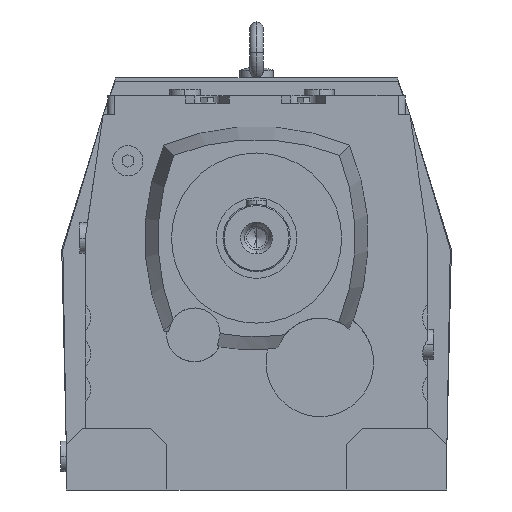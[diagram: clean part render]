
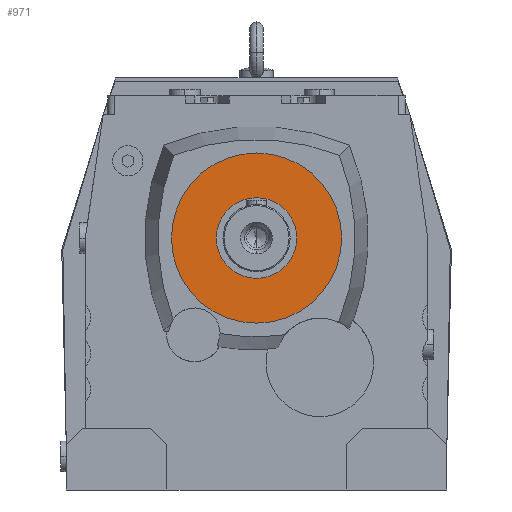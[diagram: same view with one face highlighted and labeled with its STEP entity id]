
A CAD part, left-side view. The second image highlights one B-rep face of the part: STEP entity #971.
In plain terms, the highlighted planar face has unit normal (-1, 0, 0).
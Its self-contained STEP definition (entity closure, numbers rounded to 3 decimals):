
#971=ADVANCED_FACE('',(#2028,#2029),#2030,.T.);
#2028=FACE_OUTER_BOUND('',#3152,.T.);
#2029=FACE_BOUND('',#3153,.T.);
#2030=PLANE('',#3154);
#3152=EDGE_LOOP('',(#5967,#5968));
#3153=EDGE_LOOP('',(#5969,#5970));
#3154=AXIS2_PLACEMENT_3D('',#5971,#5972,#5973);
#5967=ORIENTED_EDGE('',*,*,#7683,.T.);
#5968=ORIENTED_EDGE('',*,*,#6655,.T.);
#5969=ORIENTED_EDGE('',*,*,#6652,.T.);
#5970=ORIENTED_EDGE('',*,*,#7684,.T.);
#5971=CARTESIAN_POINT('',(4.0,0.0,0.0));
#5972=DIRECTION('',(-1.0,0.0,0.0));
#5973=DIRECTION('',(0.0,-1.0,0.0));
#6652=EDGE_CURVE('',#7948,#7952,#7954,.T.);
#6655=EDGE_CURVE('',#7959,#7956,#7960,.T.);
#7683=EDGE_CURVE('',#7956,#7959,#9466,.T.);
#7684=EDGE_CURVE('',#7952,#7948,#9467,.T.);
#7948=VERTEX_POINT('',#10012);
#7952=VERTEX_POINT('',#10017);
#7954=CIRCLE('',#10020,36.0);
#7956=VERTEX_POINT('',#10022);
#7959=VERTEX_POINT('',#10026);
#7960=CIRCLE('',#10027,76.0);
#9466=CIRCLE('',#12711,76.0);
#9467=CIRCLE('',#12712,36.0);
#10012=CARTESIAN_POINT('',(4.0,36.0,0.0));
#10017=CARTESIAN_POINT('',(4.0,-36.0,0.));
#10020=AXIS2_PLACEMENT_3D('',#13158,#13159,#13160);
#10022=CARTESIAN_POINT('',(4.0,76.0,0.0));
#10026=CARTESIAN_POINT('',(4.0,-76.0,0.));
#10027=AXIS2_PLACEMENT_3D('',#13162,#13163,#13164);
#12711=AXIS2_PLACEMENT_3D('',#14220,#14221,#14222);
#12712=AXIS2_PLACEMENT_3D('',#14223,#14224,#14225);
#13158=CARTESIAN_POINT('',(4.0,0.0,0.0));
#13159=DIRECTION('',(1.0,0.0,0.0));
#13160=DIRECTION('',(0.0,1.0,0.0));
#13162=CARTESIAN_POINT('',(4.0,0.0,0.0));
#13163=DIRECTION('',(-1.0,0.0,0.0));
#13164=DIRECTION('',(0.0,1.0,0.0));
#14220=CARTESIAN_POINT('',(4.0,0.0,0.0));
#14221=DIRECTION('',(-1.0,0.0,0.0));
#14222=DIRECTION('',(0.0,1.0,0.0));
#14223=CARTESIAN_POINT('',(4.0,0.0,0.0));
#14224=DIRECTION('',(1.0,0.0,0.0));
#14225=DIRECTION('',(0.0,1.0,0.0));
